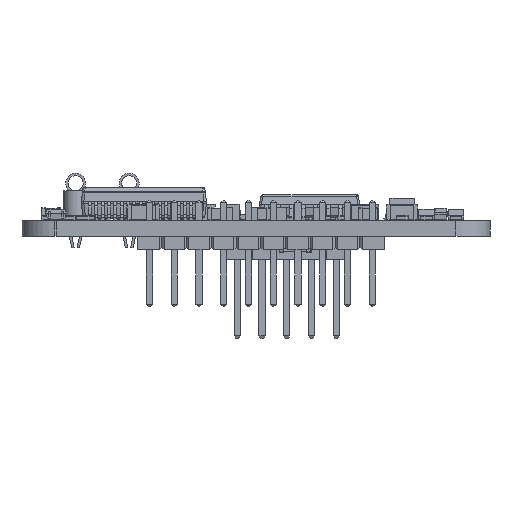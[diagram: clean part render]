
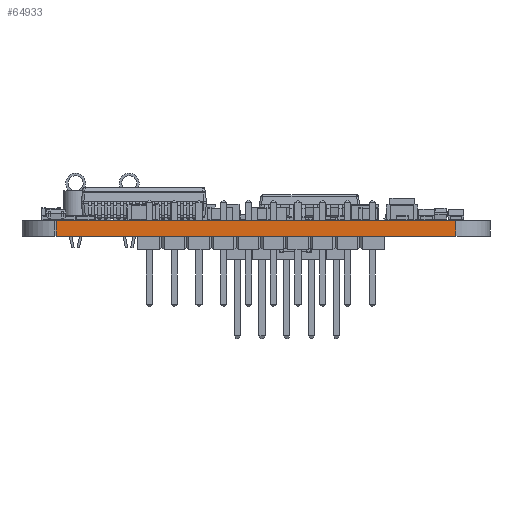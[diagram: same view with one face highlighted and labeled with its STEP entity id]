
A CAD part, front view. The second image highlights one B-rep face of the part: STEP entity #64933.
In plain terms, the highlighted planar face has unit normal (0, -1, 0).
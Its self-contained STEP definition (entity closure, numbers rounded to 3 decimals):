
#63507 = VERTEX_POINT('',#63508);
#63508 = CARTESIAN_POINT('',(152.5,-99.5,0.));
#63514 = EDGE_CURVE('',#63515,#63507,#63517,.T.);
#63515 = VERTEX_POINT('',#63516);
#63516 = CARTESIAN_POINT('',(193.5,-99.5,0.));
#63517 = LINE('',#63518,#63519);
#63518 = CARTESIAN_POINT('',(193.5,-99.5,0.));
#63519 = VECTOR('',#63520,1.);
#63520 = DIRECTION('',(-1.,0.,0.));
#64202 = VERTEX_POINT('',#64203);
#64203 = CARTESIAN_POINT('',(152.5,-99.5,1.61));
#64209 = EDGE_CURVE('',#64210,#64202,#64212,.T.);
#64210 = VERTEX_POINT('',#64211);
#64211 = CARTESIAN_POINT('',(193.5,-99.5,1.61));
#64212 = LINE('',#64213,#64214);
#64213 = CARTESIAN_POINT('',(193.5,-99.5,1.61));
#64214 = VECTOR('',#64215,1.);
#64215 = DIRECTION('',(-1.,0.,0.));
#64905 = EDGE_CURVE('',#63515,#64210,#64906,.T.);
#64906 = LINE('',#64907,#64908);
#64907 = CARTESIAN_POINT('',(193.5,-99.5,0.));
#64908 = VECTOR('',#64909,1.);
#64909 = DIRECTION('',(0.,0.,1.));
#64933 = ADVANCED_FACE('',(#64934),#64945,.T.);
#64934 = FACE_BOUND('',#64935,.T.);
#64935 = EDGE_LOOP('',(#64936,#64937,#64938,#64944));
#64936 = ORIENTED_EDGE('',*,*,#64905,.T.);
#64937 = ORIENTED_EDGE('',*,*,#64209,.T.);
#64938 = ORIENTED_EDGE('',*,*,#64939,.F.);
#64939 = EDGE_CURVE('',#63507,#64202,#64940,.T.);
#64940 = LINE('',#64941,#64942);
#64941 = CARTESIAN_POINT('',(152.5,-99.5,0.));
#64942 = VECTOR('',#64943,1.);
#64943 = DIRECTION('',(0.,0.,1.));
#64944 = ORIENTED_EDGE('',*,*,#63514,.F.);
#64945 = PLANE('',#64946);
#64946 = AXIS2_PLACEMENT_3D('',#64947,#64948,#64949);
#64947 = CARTESIAN_POINT('',(193.5,-99.5,0.));
#64948 = DIRECTION('',(0.,-1.,0.));
#64949 = DIRECTION('',(-1.,0.,0.));
